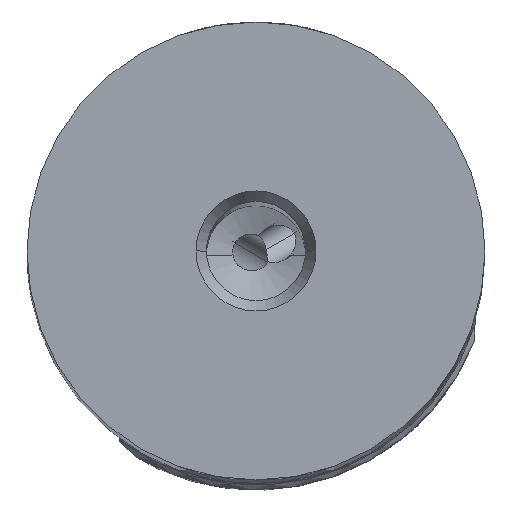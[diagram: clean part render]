
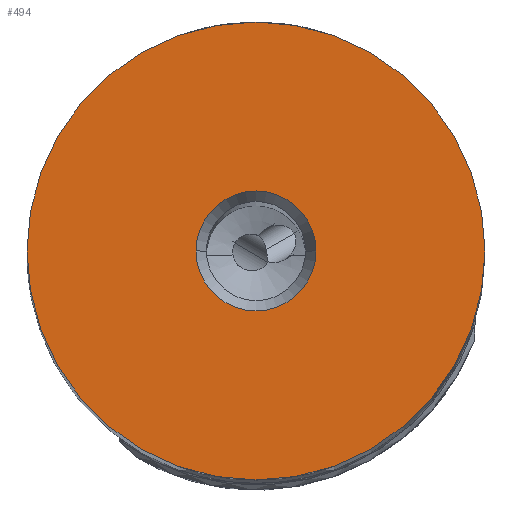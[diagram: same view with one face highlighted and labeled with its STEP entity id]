
A CAD part, top view. The second image highlights one B-rep face of the part: STEP entity #494.
In plain terms, the highlighted planar face has unit normal (0, 0, 1).
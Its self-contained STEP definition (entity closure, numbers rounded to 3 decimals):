
#37=FACE_BOUND('',#772,.T.);
#38=FACE_BOUND('',#773,.T.);
#113=PLANE('',#2325);
#494=ADVANCED_FACE('',(#37,#38),#113,.T.);
#772=EDGE_LOOP('',(#1133,#1134));
#773=EDGE_LOOP('',(#1135,#1136));
#1133=ORIENTED_EDGE('',*,*,#1942,.F.);
#1134=ORIENTED_EDGE('',*,*,#1943,.F.);
#1135=ORIENTED_EDGE('',*,*,#1944,.F.);
#1136=ORIENTED_EDGE('',*,*,#1941,.F.);
#1704=VERTEX_POINT('',#4046);
#1705=VERTEX_POINT('',#4048);
#1706=VERTEX_POINT('',#4052);
#1707=VERTEX_POINT('',#4053);
#1941=EDGE_CURVE('',#1705,#1704,#2171,.T.);
#1942=EDGE_CURVE('',#1706,#1707,#2172,.T.);
#1943=EDGE_CURVE('',#1707,#1706,#2173,.T.);
#1944=EDGE_CURVE('',#1704,#1705,#2174,.T.);
#2171=CIRCLE('',#2320,6.655);
#2172=CIRCLE('',#2322,25.4);
#2173=CIRCLE('',#2323,25.4);
#2174=CIRCLE('',#2324,6.655);
#2320=AXIS2_PLACEMENT_3D('',#4049,#2682,#2683);
#2322=AXIS2_PLACEMENT_3D('',#4051,#2686,#2687);
#2323=AXIS2_PLACEMENT_3D('',#4054,#2688,#2689);
#2324=AXIS2_PLACEMENT_3D('',#4055,#2690,#2691);
#2325=AXIS2_PLACEMENT_3D('',#4056,#2692,#2693);
#2682=DIRECTION('',(0.,0.,1.));
#2683=DIRECTION('',(-1.,0.,0.));
#2686=DIRECTION('',(0.,0.,-1.));
#2687=DIRECTION('',(1.,0.,0.));
#2688=DIRECTION('',(0.,0.,-1.));
#2689=DIRECTION('',(-1.,0.,0.));
#2690=DIRECTION('',(0.,0.,1.));
#2691=DIRECTION('',(1.,0.,0.));
#2692=DIRECTION('',(0.,0.,1.));
#2693=DIRECTION('',(1.,0.,0.));
#4046=CARTESIAN_POINT('',(6.655,0.,0.));
#4048=CARTESIAN_POINT('',(-6.655,0.,0.));
#4049=CARTESIAN_POINT('',(0.,0.,0.));
#4051=CARTESIAN_POINT('',(0.,0.,0.));
#4052=CARTESIAN_POINT('',(25.4,0.,0.));
#4053=CARTESIAN_POINT('',(-25.4,0.,0.));
#4054=CARTESIAN_POINT('',(0.,0.,0.));
#4055=CARTESIAN_POINT('',(0.,0.,0.));
#4056=CARTESIAN_POINT('',(0.,0.,0.));
